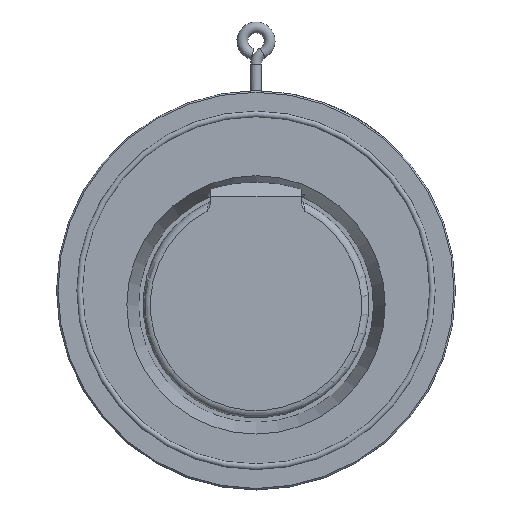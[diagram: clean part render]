
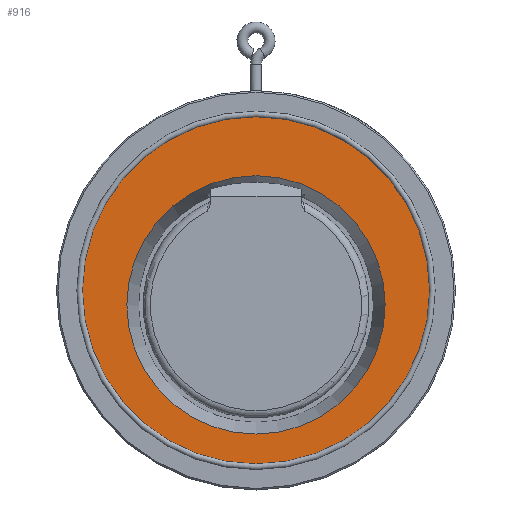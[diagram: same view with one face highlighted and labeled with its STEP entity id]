
A CAD part, top view. The second image highlights one B-rep face of the part: STEP entity #916.
In plain terms, the highlighted planar face has unit normal (0, 0, 1).
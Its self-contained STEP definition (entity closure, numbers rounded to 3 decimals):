
#916 = ADVANCED_FACE ( 'NONE', ( #6543, #3941 ), #1433, .T. ) ;
#1433 = PLANE ( 'NONE',  #3831 ) ;
#1600 = CARTESIAN_POINT ( 'NONE',  ( 0., -8., 0. ) ) ;
#2589 = DIRECTION ( 'NONE',  ( 0., -1., 0. ) ) ;
#3041 = DIRECTION ( 'NONE',  ( 0., 0., -1. ) ) ;
#3312 = ORIENTED_EDGE ( 'NONE', *, *, #9141, .F. ) ;
#3331 = CARTESIAN_POINT ( 'NONE',  ( -95.72, 0., 0. ) ) ;
#3619 = DIRECTION ( 'NONE',  ( 0., 0., 1. ) ) ;
#3831 = AXIS2_PLACEMENT_3D ( 'NONE', #5354, #3619, #9515 ) ;
#3941 = FACE_OUTER_BOUND ( 'NONE', #10476, .T. ) ;
#4022 = EDGE_LOOP ( 'NONE', ( #6943 ) ) ;
#5354 = CARTESIAN_POINT ( 'NONE',  ( 0., 0., 0. ) ) ;
#5502 = VERTEX_POINT ( 'NONE', #3331 ) ;
#5506 = CIRCLE ( 'NONE', #7923, 71.214 ) ;
#6543 = FACE_BOUND ( 'NONE', #4022, .T. ) ;
#6943 = ORIENTED_EDGE ( 'NONE', *, *, #8705, .F. ) ;
#7923 = AXIS2_PLACEMENT_3D ( 'NONE', #1600, #8496, #2589 ) ;
#8143 = VERTEX_POINT ( 'NONE', #9221 ) ;
#8496 = DIRECTION ( 'NONE',  ( 0., 0., 1. ) ) ;
#8705 = EDGE_CURVE ( 'NONE', #8143, #8143, #5506, .T. ) ;
#8939 = CARTESIAN_POINT ( 'NONE',  ( 0., 0., 0. ) ) ;
#9141 = EDGE_CURVE ( 'NONE', #5502, #5502, #10771, .T. ) ;
#9221 = CARTESIAN_POINT ( 'NONE',  ( 0., -79.214, 0. ) ) ;
#9515 = DIRECTION ( 'NONE',  ( 1., 0., 0. ) ) ;
#9919 = DIRECTION ( 'NONE',  ( -1., 0., 0. ) ) ;
#10476 = EDGE_LOOP ( 'NONE', ( #3312 ) ) ;
#10771 = CIRCLE ( 'NONE', #12530, 95.72 ) ;
#12530 = AXIS2_PLACEMENT_3D ( 'NONE', #8939, #3041, #9919 ) ;
